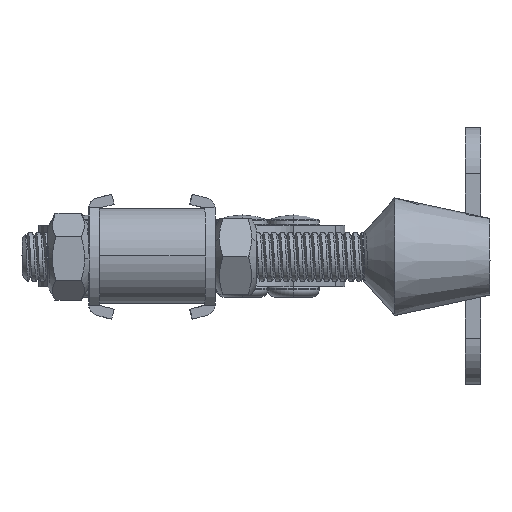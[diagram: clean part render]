
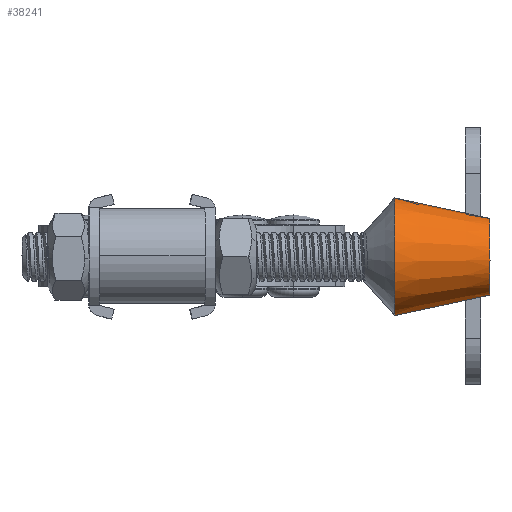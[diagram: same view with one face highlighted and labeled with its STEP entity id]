
A CAD part, left-side view. The second image highlights one B-rep face of the part: STEP entity #38241.
In plain terms, the highlighted conical face has half-angle 12.2 degrees and reference radius 11.5 mm.
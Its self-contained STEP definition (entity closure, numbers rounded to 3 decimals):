
#492 = EDGE_LOOP ( 'NONE', ( #44096, #39609, #32383, #32131 ) ) ;
#1015 = DIRECTION ( 'NONE',  ( -0.211, 0., 0.977 ) ) ;
#1942 = EDGE_CURVE ( 'NONE', #28024, #18094, #30576, .T. ) ;
#2457 = CARTESIAN_POINT ( 'NONE',  ( 0., 0., 9.5 ) ) ;
#2804 = VECTOR ( 'NONE', #1015, 1000. ) ;
#3673 = EDGE_CURVE ( 'NONE', #28024, #6581, #33221, .T. ) ;
#6249 = CARTESIAN_POINT ( 'NONE',  ( 11.5, 0., 9.5 ) ) ;
#6581 = VERTEX_POINT ( 'NONE', #19582 ) ;
#6690 = CIRCLE ( 'NONE', #15163, 11.5 ) ;
#9024 = CARTESIAN_POINT ( 'NONE',  ( 7.5, 0., -9. ) ) ;
#9770 = DIRECTION ( 'NONE',  ( 0.211, 0., 0.977 ) ) ;
#12043 = EDGE_CURVE ( 'NONE', #18094, #42205, #12104, .T. ) ;
#12104 = LINE ( 'NONE', #21970, #2804 ) ;
#13479 = VECTOR ( 'NONE', #9770, 1000. ) ;
#13967 = CONICAL_SURFACE ( 'NONE', #28536, 11.5, 0.213 ) ;
#15058 = FACE_OUTER_BOUND ( 'NONE', #492, .T. ) ;
#15163 = AXIS2_PLACEMENT_3D ( 'NONE', #15443, #39976, #18980 ) ;
#15443 = CARTESIAN_POINT ( 'NONE',  ( 0., 0., 9.5 ) ) ;
#18094 = VERTEX_POINT ( 'NONE', #40524 ) ;
#18980 = DIRECTION ( 'NONE',  ( -1., 0., 0. ) ) ;
#19582 = CARTESIAN_POINT ( 'NONE',  ( 11.5, 0., 9.5 ) ) ;
#21970 = CARTESIAN_POINT ( 'NONE',  ( -11.5, 0., 9.5 ) ) ;
#22496 = CARTESIAN_POINT ( 'NONE',  ( -11.5, 0., 9.5 ) ) ;
#23382 = DIRECTION ( 'NONE',  ( -1., 0., 0. ) ) ;
#28024 = VERTEX_POINT ( 'NONE', #9024 ) ;
#28536 = AXIS2_PLACEMENT_3D ( 'NONE', #2457, #37550, #44415 ) ;
#30576 = CIRCLE ( 'NONE', #33478, 7.5 ) ;
#32131 = ORIENTED_EDGE ( 'NONE', *, *, #32388, .T. ) ;
#32383 = ORIENTED_EDGE ( 'NONE', *, *, #3673, .T. ) ;
#32388 = EDGE_CURVE ( 'NONE', #6581, #42205, #6690, .T. ) ;
#33208 = CARTESIAN_POINT ( 'NONE',  ( 0., 0., -9. ) ) ;
#33221 = LINE ( 'NONE', #6249, #13479 ) ;
#33478 = AXIS2_PLACEMENT_3D ( 'NONE', #33208, #41998, #23382 ) ;
#37550 = DIRECTION ( 'NONE',  ( 0., 0., 1. ) ) ;
#38241 = ADVANCED_FACE ( 'NONE', ( #15058 ), #13967, .T. ) ;
#39609 = ORIENTED_EDGE ( 'NONE', *, *, #1942, .F. ) ;
#39976 = DIRECTION ( 'NONE',  ( 0., 0., -1. ) ) ;
#40524 = CARTESIAN_POINT ( 'NONE',  ( -7.5, 0., -9. ) ) ;
#41998 = DIRECTION ( 'NONE',  ( 0., 0., -1. ) ) ;
#42205 = VERTEX_POINT ( 'NONE', #22496 ) ;
#44096 = ORIENTED_EDGE ( 'NONE', *, *, #12043, .F. ) ;
#44415 = DIRECTION ( 'NONE',  ( 1., 0., 0. ) ) ;
